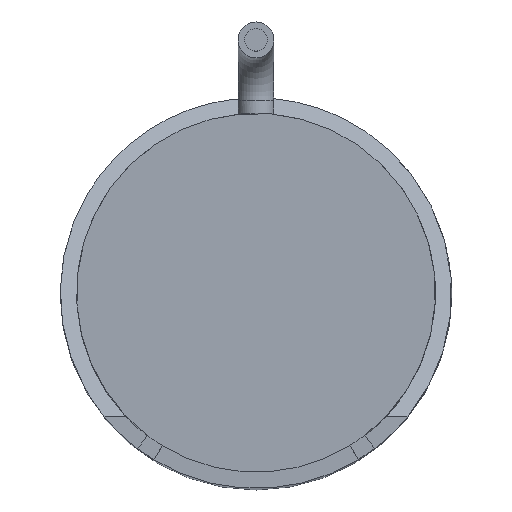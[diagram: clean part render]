
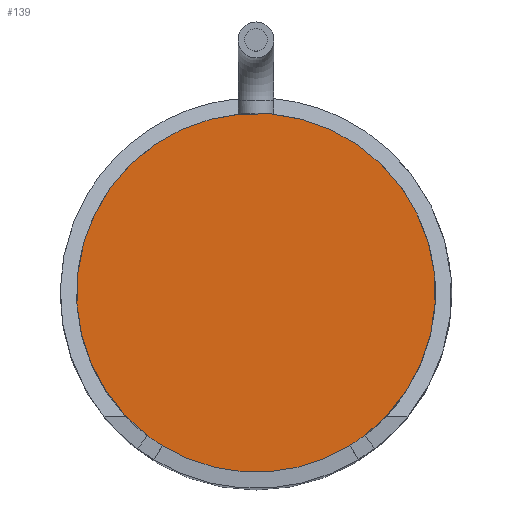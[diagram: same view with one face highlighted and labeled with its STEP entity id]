
A CAD part, top view. The second image highlights one B-rep face of the part: STEP entity #139.
In plain terms, the highlighted planar face has unit normal (0, 0, 1).
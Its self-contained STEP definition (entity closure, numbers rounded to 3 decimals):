
#139 = ADVANCED_FACE( 'NONE', ( #307 ), #308, .T. );
#307 = FACE_OUTER_BOUND( '', #498, .T. );
#308 = PLANE( '', #499 );
#498 = EDGE_LOOP( '', ( #844, #845, #846, #847 ) );
#499 = AXIS2_PLACEMENT_3D( '', #848, #849, #850 );
#844 = ORIENTED_EDGE( '', *, *, #1168, .F. );
#845 = ORIENTED_EDGE( '', *, *, #1169, .F. );
#846 = ORIENTED_EDGE( '', *, *, #1105, .F. );
#847 = ORIENTED_EDGE( '', *, *, #1114, .F. );
#848 = CARTESIAN_POINT( '', ( 0., 5.5, 5.499 ) );
#849 = DIRECTION( '', ( 0., 0., 1. ) );
#850 = DIRECTION( '', ( 1., 0., 0. ) );
#1105 = EDGE_CURVE( 'NONE', #1325, #1326, #1327, .T. );
#1114 = EDGE_CURVE( 'NONE', #1232, #1325, #1339, .T. );
#1168 = EDGE_CURVE( 'NONE', #1408, #1232, #1417, .T. );
#1169 = EDGE_CURVE( 'NONE', #1326, #1408, #1418, .T. );
#1232 = VERTEX_POINT( 'NONE', #1492 );
#1325 = VERTEX_POINT( 'NONE', #1611 );
#1326 = VERTEX_POINT( 'NONE', #1612 );
#1327 = CIRCLE( '', #1613, 5.5 );
#1339 = CIRCLE( '', #1628, 5.5 );
#1408 = VERTEX_POINT( 'NONE', #1709 );
#1417 = CIRCLE( '', #1723, 5.5 );
#1418 = CIRCLE( '', #1724, 5.5 );
#1492 = CARTESIAN_POINT( '', ( 2.877, -4.687, 5.499 ) );
#1611 = CARTESIAN_POINT( '', ( -2.87, -4.692, 5.499 ) );
#1612 = CARTESIAN_POINT( '', ( -3.325, -4.381, 5.499 ) );
#1613 = AXIS2_PLACEMENT_3D( '', #1897, #1898, #1899 );
#1628 = AXIS2_PLACEMENT_3D( '', #1912, #1913, #1914 );
#1709 = CARTESIAN_POINT( '', ( 3.331, -4.376, 5.499 ) );
#1723 = AXIS2_PLACEMENT_3D( '', #1992, #1993, #1994 );
#1724 = AXIS2_PLACEMENT_3D( '', #1995, #1996, #1997 );
#1897 = CARTESIAN_POINT( '', ( 0., 0., 5.499 ) );
#1898 = DIRECTION( '', ( 0., 0., -1. ) );
#1899 = DIRECTION( '', ( -1., 0., 0. ) );
#1912 = CARTESIAN_POINT( '', ( 0., 0., 5.499 ) );
#1913 = DIRECTION( '', ( 0., 0., -1. ) );
#1914 = DIRECTION( '', ( -1., 0., 0. ) );
#1992 = CARTESIAN_POINT( '', ( 0., 0., 5.499 ) );
#1993 = DIRECTION( '', ( 0., 0., -1. ) );
#1994 = DIRECTION( '', ( -1., 0., 0. ) );
#1995 = CARTESIAN_POINT( '', ( 0., 0., 5.499 ) );
#1996 = DIRECTION( '', ( 0., 0., -1. ) );
#1997 = DIRECTION( '', ( -1., 0., 0. ) );
